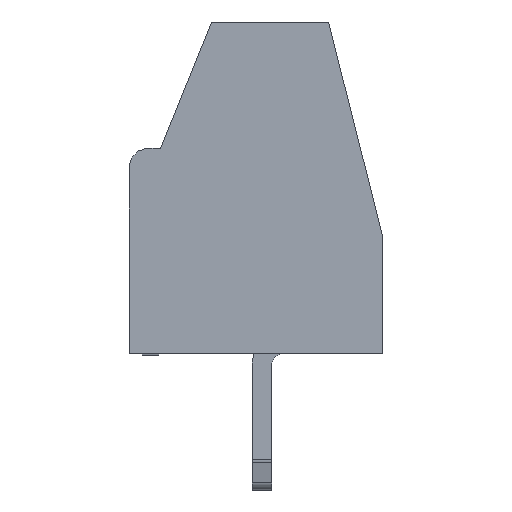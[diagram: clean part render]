
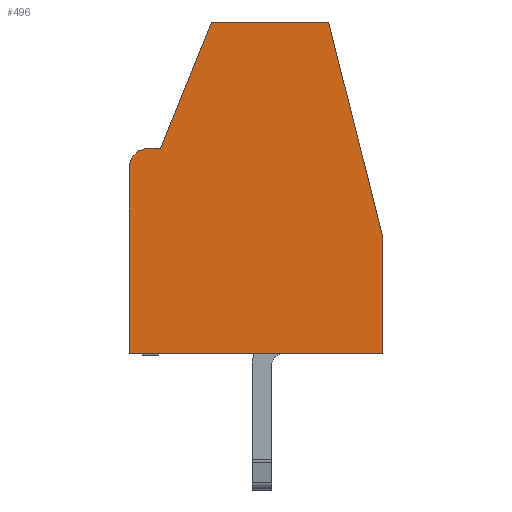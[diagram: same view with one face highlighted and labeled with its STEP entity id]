
A CAD part, left-side view. The second image highlights one B-rep face of the part: STEP entity #496.
In plain terms, the highlighted planar face has unit normal (-1, 0, 0).
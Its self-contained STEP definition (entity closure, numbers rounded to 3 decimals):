
#496=ADVANCED_FACE('',(#1443),#1444,.F.);
#1443=FACE_OUTER_BOUND('',#2879,.T.);
#1444=PLANE('',#2880);
#2879=EDGE_LOOP('',(#4309,#4310,#4311,#4312,#4313,#4314,#4315,#4316));
#2880=AXIS2_PLACEMENT_3D('',#4317,#4318,#4319);
#4309=ORIENTED_EDGE('',*,*,#8771,.F.);
#4310=ORIENTED_EDGE('',*,*,#8772,.F.);
#4311=ORIENTED_EDGE('',*,*,#8773,.F.);
#4312=ORIENTED_EDGE('',*,*,#8774,.F.);
#4313=ORIENTED_EDGE('',*,*,#8775,.F.);
#4314=ORIENTED_EDGE('',*,*,#8776,.F.);
#4315=ORIENTED_EDGE('',*,*,#8777,.F.);
#4316=ORIENTED_EDGE('',*,*,#8778,.T.);
#4317=CARTESIAN_POINT('',(-4.06,0.0,0.0));
#4318=DIRECTION('',(1.0,0.0,0.0));
#4319=DIRECTION('',(0.0,-1.0,0.0));
#8771=EDGE_CURVE('',#10539,#10540,#10541,.T.);
#8772=EDGE_CURVE('',#10542,#10539,#10543,.T.);
#8773=EDGE_CURVE('',#10544,#10542,#10545,.T.);
#8774=EDGE_CURVE('',#10546,#10544,#10547,.T.);
#8775=EDGE_CURVE('',#10548,#10546,#10549,.T.);
#8776=EDGE_CURVE('',#10550,#10548,#10551,.T.);
#8777=EDGE_CURVE('',#10552,#10550,#10553,.T.);
#8778=EDGE_CURVE('',#10552,#10540,#10554,.T.);
#10539=VERTEX_POINT('',#13167);
#10540=VERTEX_POINT('',#13168);
#10541=LINE('',#13169,#13170);
#10542=VERTEX_POINT('',#13171);
#10543=LINE('',#13172,#13173);
#10544=VERTEX_POINT('',#13174);
#10545=LINE('',#13175,#13176);
#10546=VERTEX_POINT('',#13177);
#10547=LINE('',#13178,#13179);
#10548=VERTEX_POINT('',#13180);
#10549=LINE('',#13181,#13182);
#10550=VERTEX_POINT('',#13183);
#10551=LINE('',#13184,#13185);
#10552=VERTEX_POINT('',#13186);
#10553=LINE('',#13187,#13188);
#10554=CIRCLE('',#13189,0.5);
#13167=CARTESIAN_POINT('',(-4.06,2.952,-4.25));
#13168=CARTESIAN_POINT('',(-4.06,2.952,0.51));
#13169=CARTESIAN_POINT('',(-4.06,2.952,-4.25));
#13170=VECTOR('',#16947,1.0);
#13171=CARTESIAN_POINT('',(-4.06,-3.548,-4.25));
#13172=CARTESIAN_POINT('',(-4.06,-3.548,-4.25));
#13173=VECTOR('',#16948,1.0);
#13174=CARTESIAN_POINT('',(-4.06,-3.548,-1.25));
#13175=CARTESIAN_POINT('',(-4.06,-3.548,-1.25));
#13176=VECTOR('',#16949,1.0);
#13177=CARTESIAN_POINT('',(-4.06,-2.158,4.25));
#13178=CARTESIAN_POINT('',(-4.06,-2.158,4.25));
#13179=VECTOR('',#16950,1.0);
#13180=CARTESIAN_POINT('',(-4.06,0.842,4.25));
#13181=CARTESIAN_POINT('',(-4.06,0.842,4.25));
#13182=VECTOR('',#16951,1.0);
#13183=CARTESIAN_POINT('',(-4.06,2.152,1.01));
#13184=CARTESIAN_POINT('',(-4.06,2.152,1.01));
#13185=VECTOR('',#16952,1.0);
#13186=CARTESIAN_POINT('',(-4.06,2.452,1.01));
#13187=CARTESIAN_POINT('',(-4.06,2.452,1.01));
#13188=VECTOR('',#16953,1.0);
#13189=AXIS2_PLACEMENT_3D('',#16954,#16955,#16956);
#16947=DIRECTION('',(0.0,0.,1.0));
#16948=DIRECTION('',(0.0,1.0,0.0));
#16949=DIRECTION('',(0.0,0.0,-1.0));
#16950=DIRECTION('',(0.0,-0.245,-0.97));
#16951=DIRECTION('',(0.0,-1.0,0.0));
#16952=DIRECTION('',(0.0,-0.375,0.927));
#16953=DIRECTION('',(0.0,-1.0,0.));
#16954=CARTESIAN_POINT('',(-4.06,2.452,0.51));
#16955=DIRECTION('',(-1.0,0.0,0.0));
#16956=DIRECTION('',(0.0,0.,1.0));
